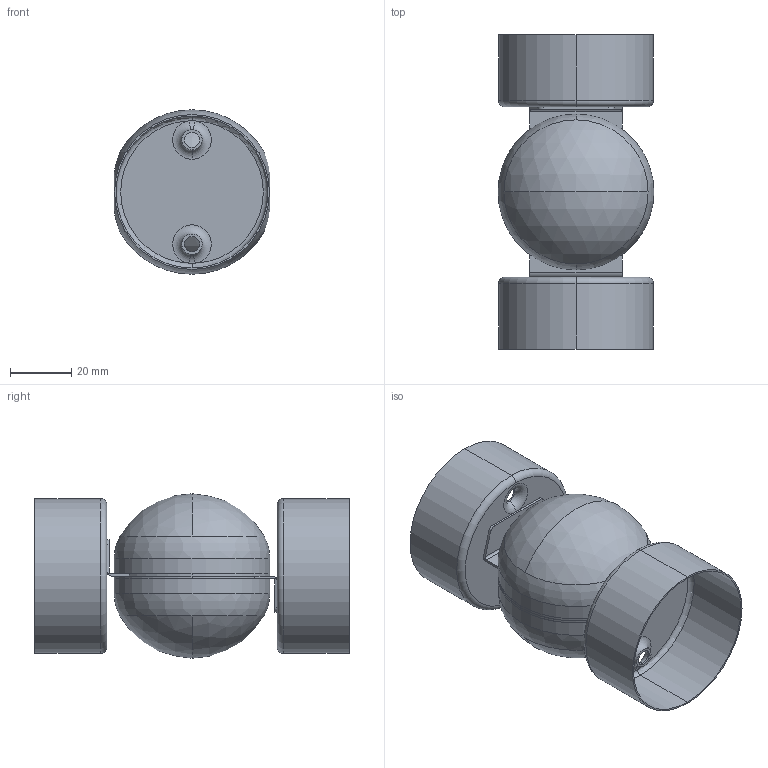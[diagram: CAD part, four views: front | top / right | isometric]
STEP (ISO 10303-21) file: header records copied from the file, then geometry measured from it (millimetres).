
FILE_DESCRIPTION (( 'STEP AP214' ), '1' );
FILE_NAME ('àðò. KRT706.STEP', '2014-07-17T05:00:19', ( '' ), ( '' ), 'SwSTEP 2.0', 'SolidWorks 2014', '' );
FILE_SCHEMA (( 'AUTOMOTIVE_DESIGN' ));
Length unit declared in the file: millimetre
Products named in the file (6): àðò. KRT706.001; àðò. KRT706.004; àðò. KRT706.002; àðò. KRT706; àðò. KRT706.03.000; àðò. KRT706.003
Assembly tree (8 placements, depth 3):
  àðò. KRT706
    àðò. KRT706.002  x2
    àðò. KRT706.001  x2
    àðò. KRT706.03.000  x2
      àðò. KRT706.004
      àðò. KRT706.003
Bounding box: 50.8 x 102.6 x 53.6 mm (x, y, z)
Volume: 20196.9 mm3; surface area: 59494.7 mm2
Topology: 8 solids, 8 shells, 160 faces, 352 edges, 216 vertices
Faces by surface type: cylinder 64, torus 46, plane 38, sphere 8, bspline 4
Entity records: 2531 total; most frequent: DIRECTION 471, CARTESIAN_POINT 431, ORIENTED_EDGE 352, AXIS2_PLACEMENT_3D 212, EDGE_CURVE 176, CIRCLE 122, VERTEX_POINT 108, EDGE_LOOP 92
